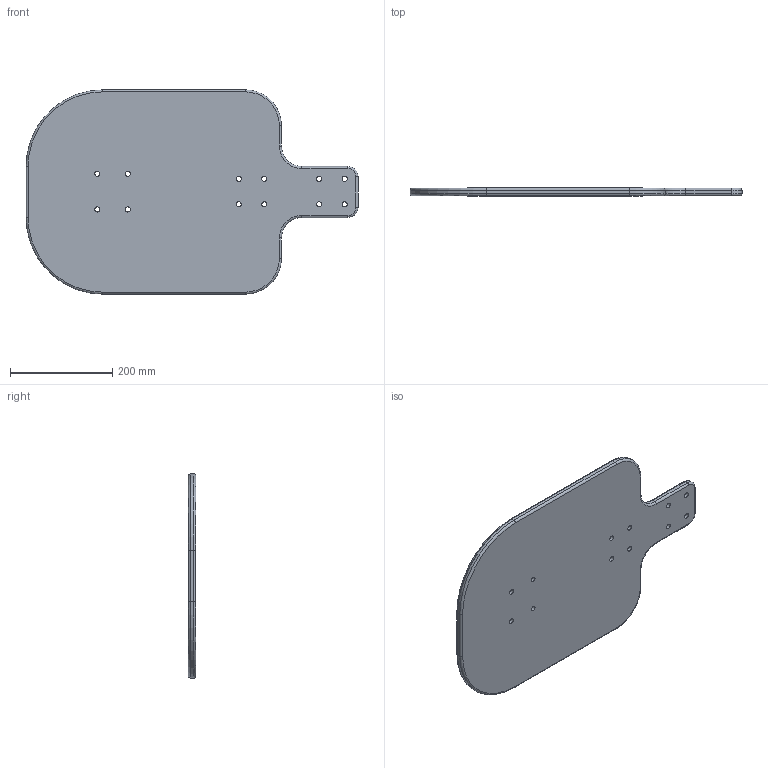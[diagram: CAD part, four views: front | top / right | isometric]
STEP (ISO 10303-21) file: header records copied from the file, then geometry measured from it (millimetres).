
FILE_DESCRIPTION(/* description */ (''),/* implementation_level */ '2;1');
FILE_NAME(/* name */ 'Repose pieds.stp',/* time_stamp */ '2022-01-31T15:56:21+01:00',/* author */ ('Antoine'),/* organization */ (''),/* preprocessor_version */ 'ST-DEVELOPER v18.1',/* originating_system */ 'Autodesk Inventor 2021',/* authorisation */ '');
FILE_SCHEMA (('AUTOMOTIVE_DESIGN { 1 0 10303 214 3 1 1 }'));
Products named in the file (1): Repose pieds
Bounding box: 650 x 15 x 400 mm (x, y, z)
Volume: 1705883.5 mm3; surface area: 544653.5 mm2
Topology: 1 solids, 1 shells, 5160 faces, 18459 edges, 18404 vertices
Faces by surface type: plane 4781, cylinder 359, torus 20
Full cylindrical faces by diameter (mm): 10 x12
Entity records: 179359 total; most frequent: CARTESIAN_POINT 37770, ORIENTED_EDGE 27742, DIRECTION 25627, EDGE_CURVE 13871, LINE 13121, VECTOR 13121, VERTEX_POINT 9236, AXIS2_PLACEMENT_3D 6253
